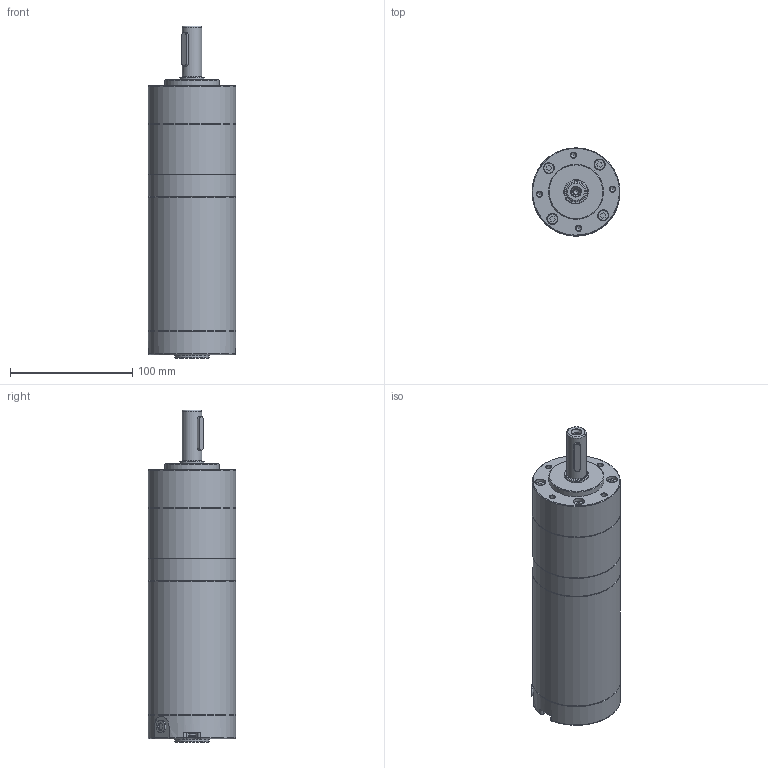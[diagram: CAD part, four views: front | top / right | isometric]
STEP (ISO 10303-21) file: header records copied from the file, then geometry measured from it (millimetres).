
FILE_DESCRIPTION(/* description */ ('Unknown'),/* implementation_level */ '2;1');
FILE_NAME(/* name */ 'PD72151-TWO-STAGE-223 mm',/* time_stamp */ '2022-11-07T15:52:59+01:00',/* author */ ('Unknown'),/* organization */ ('Unknown'),/* preprocessor_version */ 'ST-DEVELOPER v18.1',/* originating_system */ 'Solid Edge',/* authorisation */ 'Unknown');
FILE_SCHEMA (('AUTOMOTIVE_DESIGN {1 0 10303 214 3 1 1}'));
Length unit declared in the file: millimetre
Products named in the file (3): PD72151-TWO-STAGE-223 mm; 72ZPN衄芃珨撰熬厒; 72PN媼撰
Assembly tree (2 placements, depth 2):
  PD72151-TWO-STAGE-223 mm
    72ZPN衄芃珨撰熬厒
    72PN媼撰
Bounding box: 72 x 72 x 271.65 mm (x, y, z)
Volume: 901743 mm3; surface area: 72797.1 mm2
Topology: 2 solids, 2 shells, 176 faces, 398 edges, 254 vertices
Faces by surface type: plane 89, cylinder 46, torus 21, cone 20
Full cylindrical faces by diameter (mm): 4.2 x5, 5.5 x1, 5.6 x2, 6 x3, 8.5 x4, 9 x4, 10 x1, 16 x1, 20 x1, 28 x1, 45 x1, 68 x1, 72 x5
Entity records: 4500 total; most frequent: DIRECTION 798, CARTESIAN_POINT 762, ORIENTED_EDGE 632, EDGE_CURVE 316, AXIS2_PLACEMENT_3D 308, FACE_BOUND 269, EDGE_LOOP 264, VERTEX_POINT 237
